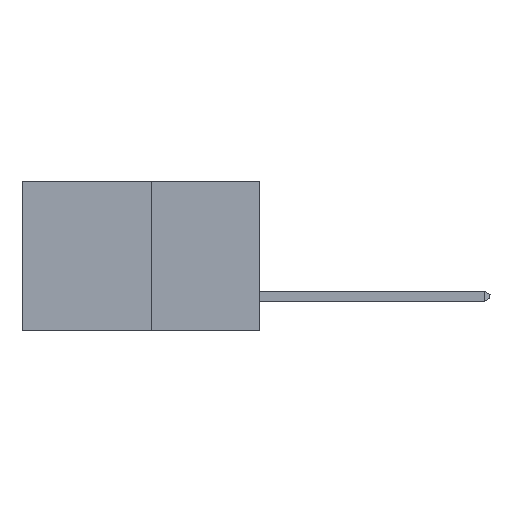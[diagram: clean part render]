
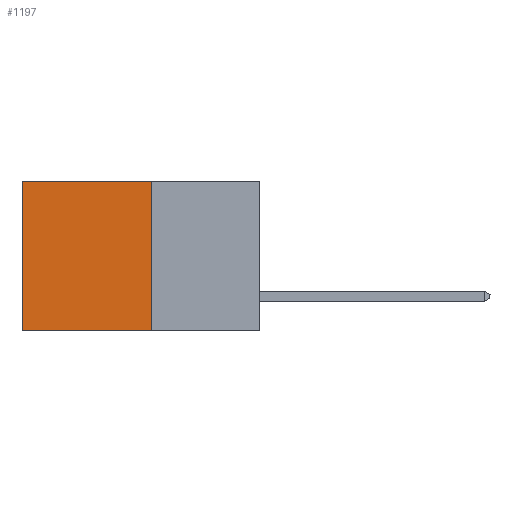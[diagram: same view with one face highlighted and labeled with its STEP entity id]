
A CAD part, left-side view. The second image highlights one B-rep face of the part: STEP entity #1197.
In plain terms, the highlighted planar face has unit normal (-1, 0, 0).
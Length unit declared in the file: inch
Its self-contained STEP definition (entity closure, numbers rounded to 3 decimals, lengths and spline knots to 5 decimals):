
#45 = CARTESIAN_POINT ( 'NONE',  ( 0.277, 0.27, -0.37 ) ) ;
#75 = DIRECTION ( 'NONE',  ( 0., 0., -1. ) ) ;
#659 = VERTEX_POINT ( 'NONE', #10163 ) ;
#1197 = ADVANCED_FACE ( 'NONE', ( #10424 ), #3920, .F. ) ;
#2544 = AXIS2_PLACEMENT_3D ( 'NONE', #3207, #10846, #75 ) ;
#3207 = CARTESIAN_POINT ( 'NONE',  ( 0.277, 0.27, -0.37 ) ) ;
#3863 = VERTEX_POINT ( 'NONE', #9364 ) ;
#3920 = PLANE ( 'NONE',  #2544 ) ;
#3947 = ORIENTED_EDGE ( 'NONE', *, *, #6370, .T. ) ;
#4763 = VERTEX_POINT ( 'NONE', #45 ) ;
#5127 = VECTOR ( 'NONE', #10894, 39.37008 ) ;
#5164 = DIRECTION ( 'NONE',  ( 0., 1., 0. ) ) ;
#5271 = VECTOR ( 'NONE', #5164, 39.37008 ) ;
#5828 = CARTESIAN_POINT ( 'NONE',  ( 0.277, 0.27, 0. ) ) ;
#5922 = EDGE_CURVE ( 'NONE', #659, #4763, #8280, .T. ) ;
#6370 = EDGE_CURVE ( 'NONE', #659, #8081, #7515, .T. ) ;
#6615 = EDGE_CURVE ( 'NONE', #4763, #3863, #10996, .T. ) ;
#6809 = EDGE_LOOP ( 'NONE', ( #9317, #8790, #9471, #3947 ) ) ;
#7515 = LINE ( 'NONE', #5828, #5271 ) ;
#7807 = LINE ( 'NONE', #9517, #9623 ) ;
#8081 = VERTEX_POINT ( 'NONE', #10855 ) ;
#8280 = LINE ( 'NONE', #9280, #10781 ) ;
#8790 = ORIENTED_EDGE ( 'NONE', *, *, #6615, .F. ) ;
#9074 = EDGE_CURVE ( 'NONE', #8081, #3863, #7807, .T. ) ;
#9280 = CARTESIAN_POINT ( 'NONE',  ( 0.277, 0.27, -0.37 ) ) ;
#9317 = ORIENTED_EDGE ( 'NONE', *, *, #9074, .T. ) ;
#9364 = CARTESIAN_POINT ( 'NONE',  ( 0.277, 0.59, -0.37 ) ) ;
#9471 = ORIENTED_EDGE ( 'NONE', *, *, #5922, .F. ) ;
#9517 = CARTESIAN_POINT ( 'NONE',  ( 0.277, 0.59, -0.37 ) ) ;
#9583 = DIRECTION ( 'NONE',  ( 0., 0., -1. ) ) ;
#9623 = VECTOR ( 'NONE', #10296, 39.37008 ) ;
#10163 = CARTESIAN_POINT ( 'NONE',  ( 0.277, 0.27, 0. ) ) ;
#10296 = DIRECTION ( 'NONE',  ( 0., 0., -1. ) ) ;
#10424 = FACE_OUTER_BOUND ( 'NONE', #6809, .T. ) ;
#10704 = CARTESIAN_POINT ( 'NONE',  ( 0.277, 0.27, -0.37 ) ) ;
#10781 = VECTOR ( 'NONE', #9583, 39.37008 ) ;
#10846 = DIRECTION ( 'NONE',  ( 1., 0., 0. ) ) ;
#10855 = CARTESIAN_POINT ( 'NONE',  ( 0.277, 0.59, 0. ) ) ;
#10894 = DIRECTION ( 'NONE',  ( 0., 1., 0. ) ) ;
#10996 = LINE ( 'NONE', #10704, #5127 ) ;
